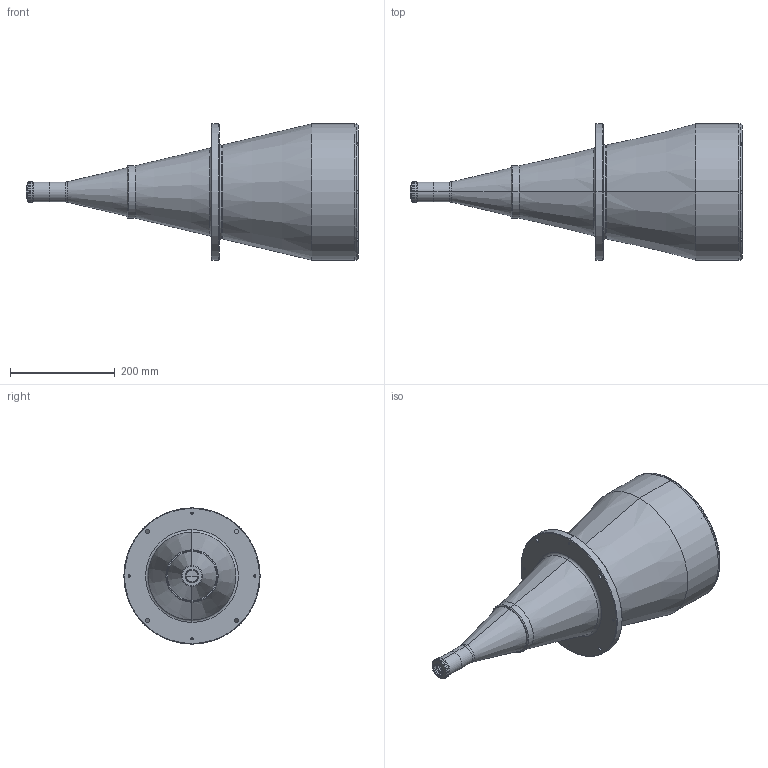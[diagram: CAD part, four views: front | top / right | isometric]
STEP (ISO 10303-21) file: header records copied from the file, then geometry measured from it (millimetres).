
FILE_DESCRIPTION (( 'STEP AP214' ), '1' );
FILE_NAME ('TC23172.STEP', '2013-04-22T10:18:53', ( 'Work' ), ( '' ), 'SwSTEP 2.0', 'SolidWorks 2013', '' );
FILE_SCHEMA (( 'AUTOMOTIVE_DESIGN' ));
Length unit declared in the file: millimetre
Products named in the file (1): TC23172
Bounding box: 633.83 x 260 x 260 mm (x, y, z)
Surface area: 458803.5 mm2 (no closed solid volume)
Topology: 0 solids, 11 shells, 149 faces, 453 edges, 321 vertices
Faces by surface type: cylinder 73, plane 40, torus 18, cone 16, sphere 2
Entity records: 7267 total; most frequent: CARTESIAN_POINT 1270, DIRECTION 993, ORIENTED_EDGE 804, EDGE_CURVE 453, AXIS2_PLACEMENT_3D 416, VERTEX_POINT 321, CIRCLE 266, EDGE_LOOP 211
